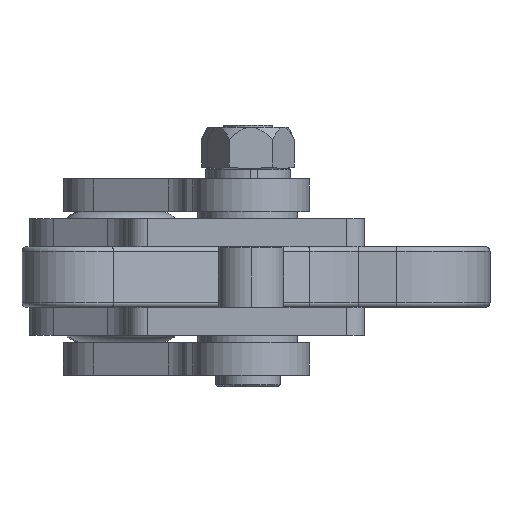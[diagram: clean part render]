
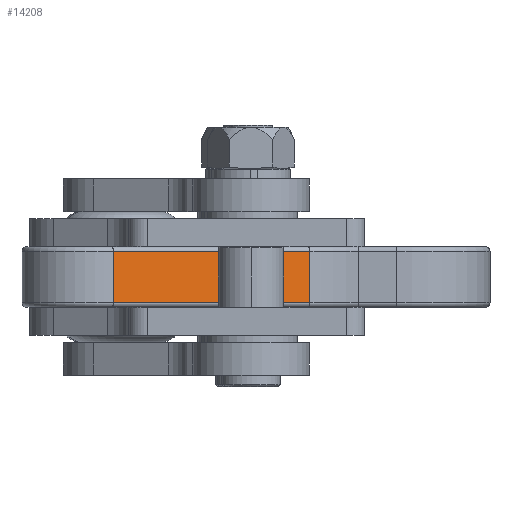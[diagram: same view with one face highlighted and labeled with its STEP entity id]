
A CAD part, front view. The second image highlights one B-rep face of the part: STEP entity #14208.
In plain terms, the highlighted face is planar.
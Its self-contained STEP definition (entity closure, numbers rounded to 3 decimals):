
#8031 = EDGE_LOOP ( 'NONE', ( #17300, #17301, #17302, #17303 ) ) ;
#8526 = DIRECTION ( 'NONE',  ( 0., 0., -1. ) ) ;
#8532 = CARTESIAN_POINT ( 'NONE',  ( -6.441, -41.857, 6.5 ) ) ;
#8535 = DIRECTION ( 'NONE',  ( 0.857, -0.515, 0. ) ) ;
#8539 = CARTESIAN_POINT ( 'NONE',  ( -6.441, -41.857, -5.5 ) ) ;
#8545 = CARTESIAN_POINT ( 'NONE',  ( 34.953, -66.729, 6.5 ) ) ;
#8546 = DIRECTION ( 'NONE',  ( 0., 0., -1. ) ) ;
#8547 = CARTESIAN_POINT ( 'NONE',  ( -6.441, -41.857, 5.5 ) ) ;
#8548 = DIRECTION ( 'NONE',  ( -0.857, 0.515, 0. ) ) ;
#9310 = LINE ( 'NONE', #8532, #9312 ) ;
#9312 = VECTOR ( 'NONE', #8526, 1000. ) ;
#9313 = LINE ( 'NONE', #8539, #9315 ) ;
#9314 = LINE ( 'NONE', #8545, #9317 ) ;
#9315 = VECTOR ( 'NONE', #8535, 1000. ) ;
#9316 = LINE ( 'NONE', #8547, #9319 ) ;
#9317 = VECTOR ( 'NONE', #8546, 1000. ) ;
#9319 = VECTOR ( 'NONE', #8548, 1000. ) ;
#12181 = VERTEX_POINT ( 'NONE', #24022 ) ;
#12250 = VERTEX_POINT ( 'NONE', #24091 ) ;
#12316 = VERTEX_POINT ( 'NONE', #24157 ) ;
#12344 = VERTEX_POINT ( 'NONE', #24185 ) ;
#13472 = CARTESIAN_POINT ( 'NONE',  ( -6.441, -41.857, 6.5 ) ) ;
#13473 = PLANE ( 'NONE',  #18104 ) ;
#13477 = DIRECTION ( 'NONE',  ( 0.515, 0.857, 0. ) ) ;
#13478 = DIRECTION ( 'NONE',  ( -0.857, 0.515, 0. ) ) ;
#14208 = ADVANCED_FACE ( 'NONE', ( #22937 ), #13473, .F. ) ;
#17300 = ORIENTED_EDGE ( 'NONE', *, *, #18760, .T. ) ;
#17301 = ORIENTED_EDGE ( 'NONE', *, *, #18762, .T. ) ;
#17302 = ORIENTED_EDGE ( 'NONE', *, *, #18763, .F. ) ;
#17303 = ORIENTED_EDGE ( 'NONE', *, *, #18764, .T. ) ;
#18104 = AXIS2_PLACEMENT_3D ( 'NONE', #13472, #13477, #13478 ) ;
#18760 = EDGE_CURVE ( 'NONE', #12316, #12344, #9310, .T. ) ;
#18762 = EDGE_CURVE ( 'NONE', #12344, #12250, #9313, .T. ) ;
#18763 = EDGE_CURVE ( 'NONE', #12181, #12250, #9314, .T. ) ;
#18764 = EDGE_CURVE ( 'NONE', #12181, #12316, #9316, .T. ) ;
#22937 = FACE_OUTER_BOUND ( 'NONE', #8031, .T. ) ;
#24022 = CARTESIAN_POINT ( 'NONE',  ( 34.953, -66.729, 5.5 ) ) ;
#24091 = CARTESIAN_POINT ( 'NONE',  ( 34.953, -66.729, -5.5 ) ) ;
#24157 = CARTESIAN_POINT ( 'NONE',  ( -6.441, -41.857, 5.5 ) ) ;
#24185 = CARTESIAN_POINT ( 'NONE',  ( -6.441, -41.857, -5.5 ) ) ;
